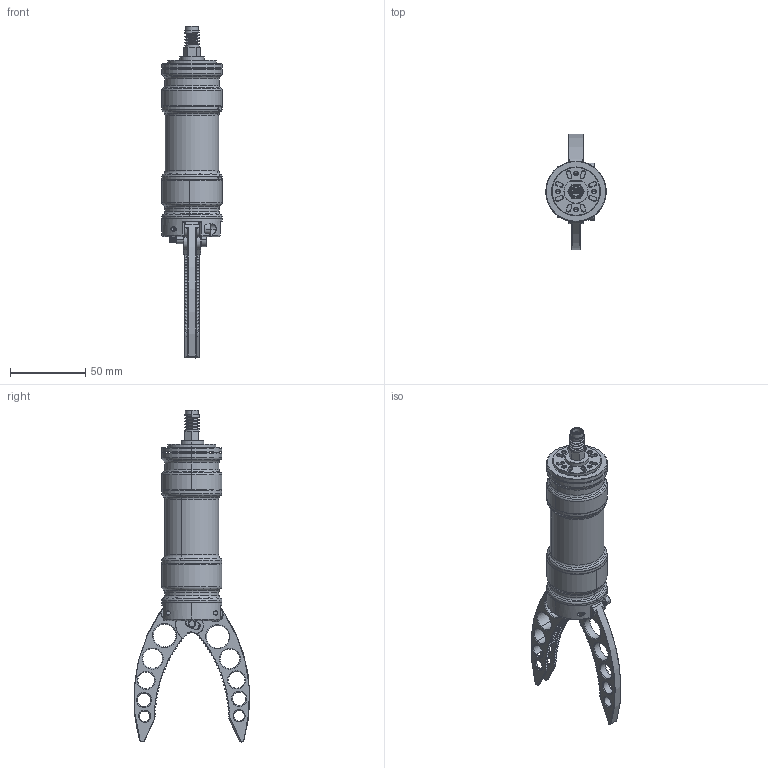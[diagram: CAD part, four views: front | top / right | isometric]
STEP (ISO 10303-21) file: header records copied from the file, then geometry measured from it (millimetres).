
FILE_DESCRIPTION (( 'STEP AP214' ), '1' );
FILE_NAME ('RS1-2130.STEP', '2019-03-05T22:44:01', ( 'Michael Bailey' ), ( '' ), 'SwSTEP 2.0', 'SolidWorks 2016', '' );
FILE_SCHEMA (( 'AUTOMOTIVE_DESIGN' ));
Length unit declared in the file: millimetre
Products named in the file (15): WTM_0509_006_1; BOLT-SS-M4LXX_BOLT-SS-M4L16; BOLT-SS-M3LXX_BOLT-SS-M3L16; XFM_0405_04_1; RS1-130; RS1-139; RS1-124; HUMG-BCR-SAE; RS1-106-Defeatured; RS1-123-Defeatured; RS1-100-Defeatured_Short; RS1-101-Defeatured; RS1-2130; RS1-1014; BOLT-SH-M2P5LX_BOLT-SH-M2P5L12
Assembly tree (22 placements, depth 3):
  RS1-2130
    RS1-101-Defeatured
    RS1-100-Defeatured_Short
    RS1-123-Defeatured
    RS1-106-Defeatured
    HUMG-BCR-SAE
    RS1-1014
      RS1-124
      RS1-139
      RS1-130
      XFM_0405_04_1  x4
      BOLT-SS-M3LXX_BOLT-SS-M3L16  x2
      BOLT-SS-M4LXX_BOLT-SS-M4L16
      WTM_0509_006_1  x2
      BOLT-SH-M2P5LX_BOLT-SH-M2P5L12  x4
Bounding box: 40 x 76.81 x 220.22 mm (x, y, z)
Volume: 153863 mm3; surface area: 48158.9 mm2
Topology: 22 solids, 22 shells, 1200 faces, 2881 edges, 1762 vertices
Faces by surface type: cylinder 545, plane 289, cone 191, torus 125, bspline 34, sphere 16
Entity records: 37662 total; most frequent: CARTESIAN_POINT 12088, DIRECTION 5646, ORIENTED_EDGE 5010, EDGE_CURVE 2505, AXIS2_PLACEMENT_3D 2332, VERTEX_POINT 1542, CIRCLE 1288, EDGE_LOOP 1155
